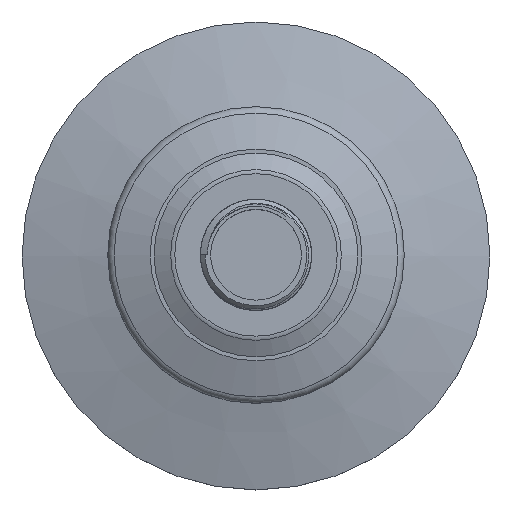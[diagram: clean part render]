
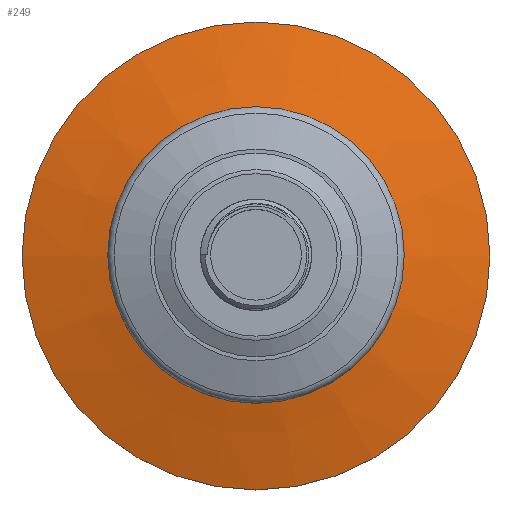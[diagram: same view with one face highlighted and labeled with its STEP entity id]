
A CAD part, top view. The second image highlights one B-rep face of the part: STEP entity #249.
In plain terms, the highlighted conical face has half-angle 75.247 degrees and reference radius 13.25 mm.
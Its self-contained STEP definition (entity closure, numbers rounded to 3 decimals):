
#157=CONICAL_SURFACE('',#699,13.25,75.247);
#208=FACE_BOUND('',#342,.T.);
#209=FACE_BOUND('',#343,.T.);
#249=ADVANCED_FACE('',(#208,#209),#157,.T.);
#342=EDGE_LOOP('',(#464));
#343=EDGE_LOOP('',(#465));
#464=ORIENTED_EDGE('',*,*,#599,.T.);
#465=ORIENTED_EDGE('',*,*,#571,.T.);
#511=VERTEX_POINT('',#2062);
#534=VERTEX_POINT('',#3428);
#571=EDGE_CURVE('',#511,#511,#619,.T.);
#599=EDGE_CURVE('',#534,#534,#633,.T.);
#619=CIRCLE('',#672,13.25);
#633=CIRCLE('',#698,25.25);
#672=AXIS2_PLACEMENT_3D('',#2061,#786,#787);
#698=AXIS2_PLACEMENT_3D('',#3427,#841,#842);
#699=AXIS2_PLACEMENT_3D('',#3429,#843,#844);
#786=DIRECTION('',(0.,0.,-1.));
#787=DIRECTION('',(-1.,0.,0.));
#841=DIRECTION('',(0.,0.,1.));
#842=DIRECTION('',(1.,0.,0.));
#843=DIRECTION('',(0.,0.,-1.));
#844=DIRECTION('',(1.,0.,0.));
#2061=CARTESIAN_POINT('',(0.,0.,-35.));
#2062=CARTESIAN_POINT('',(-13.25,0.,-35.));
#3427=CARTESIAN_POINT('',(0.,0.,-38.16));
#3428=CARTESIAN_POINT('',(25.25,0.,-38.16));
#3429=CARTESIAN_POINT('',(0.,0.,-35.));
